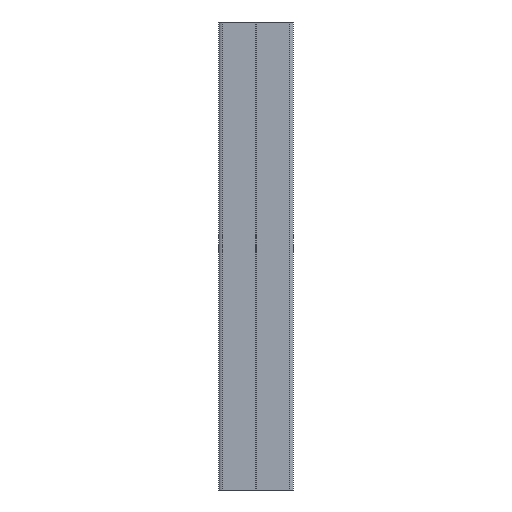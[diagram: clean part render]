
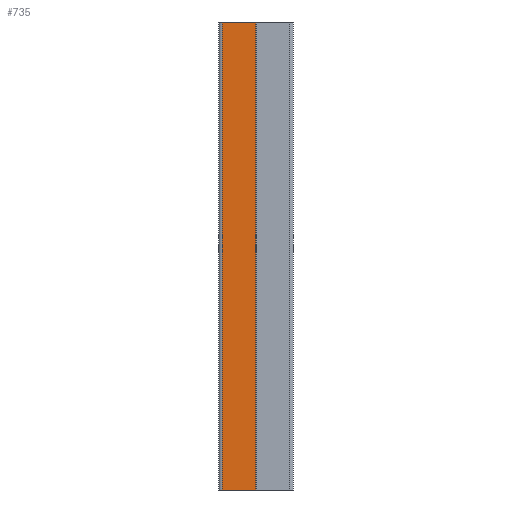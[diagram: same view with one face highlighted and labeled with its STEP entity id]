
A CAD part, front view. The second image highlights one B-rep face of the part: STEP entity #735.
In plain terms, the highlighted planar face has unit normal (0, -1, 0).
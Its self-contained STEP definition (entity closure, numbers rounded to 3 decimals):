
#216 = EDGE_CURVE ( 'NONE', #257, #384, #1183, .T. ) ;
#257 = VERTEX_POINT ( 'NONE', #1259 ) ;
#306 = EDGE_CURVE ( 'NONE', #371, #370, #1291, .T. ) ;
#370 = VERTEX_POINT ( 'NONE', #1337 ) ;
#371 = VERTEX_POINT ( 'NONE', #1342 ) ;
#384 = VERTEX_POINT ( 'NONE', #1474 ) ;
#652 = EDGE_LOOP ( 'NONE', ( #737, #740, #736, #705 ) ) ;
#654 = EDGE_CURVE ( 'NONE', #370, #384, #1797, .T. ) ;
#705 = ORIENTED_EDGE ( 'NONE', *, *, #742, .T. ) ;
#735 = ADVANCED_FACE ( 'NONE', ( #1900 ), #1911, .F. ) ;
#736 = ORIENTED_EDGE ( 'NONE', *, *, #306, .F. ) ;
#737 = ORIENTED_EDGE ( 'NONE', *, *, #216, .T. ) ;
#740 = ORIENTED_EDGE ( 'NONE', *, *, #654, .F. ) ;
#742 = EDGE_CURVE ( 'NONE', #371, #257, #1996, .T. ) ;
#1149 = CARTESIAN_POINT ( 'NONE',  ( -26144.037, -21630.055, 0. ) ) ;
#1157 = DIRECTION ( 'NONE',  ( 1., 0., 0. ) ) ;
#1182 = VECTOR ( 'NONE', #1157, 1000. ) ;
#1183 = LINE ( 'NONE', #1149, #1182 ) ;
#1259 = CARTESIAN_POINT ( 'NONE',  ( -26144.037, -21630.055, 0. ) ) ;
#1291 = LINE ( 'NONE', #1376, #1375 ) ;
#1337 = CARTESIAN_POINT ( 'NONE',  ( -26108.337, -21630.055, 500. ) ) ;
#1342 = CARTESIAN_POINT ( 'NONE',  ( -26144.037, -21630.055, 500. ) ) ;
#1374 = DIRECTION ( 'NONE',  ( 1., 0., 0. ) ) ;
#1375 = VECTOR ( 'NONE', #1374, 1000. ) ;
#1376 = CARTESIAN_POINT ( 'NONE',  ( -26144.037, -21630.055, 500. ) ) ;
#1474 = CARTESIAN_POINT ( 'NONE',  ( -26108.337, -21630.055, 0. ) ) ;
#1791 = DIRECTION ( 'NONE',  ( 0., 0., -1. ) ) ;
#1792 = VECTOR ( 'NONE', #1791, 1000. ) ;
#1796 = CARTESIAN_POINT ( 'NONE',  ( -26108.337, -21630.055, 500. ) ) ;
#1797 = LINE ( 'NONE', #1796, #1792 ) ;
#1900 = FACE_OUTER_BOUND ( 'NONE', #652, .T. ) ;
#1911 = PLANE ( 'NONE',  #2006 ) ;
#1993 = DIRECTION ( 'NONE',  ( 0., 0., -1. ) ) ;
#1994 = VECTOR ( 'NONE', #1993, 1000. ) ;
#1995 = CARTESIAN_POINT ( 'NONE',  ( -26144.037, -21630.055, 500. ) ) ;
#1996 = LINE ( 'NONE', #1995, #1994 ) ;
#2001 = DIRECTION ( 'NONE',  ( 0., 0., 1. ) ) ;
#2002 = DIRECTION ( 'NONE',  ( 0., 1., 0. ) ) ;
#2003 = CARTESIAN_POINT ( 'NONE',  ( -26144.037, -21630.055, 500. ) ) ;
#2006 = AXIS2_PLACEMENT_3D ( 'NONE', #2003, #2002, #2001 ) ;
